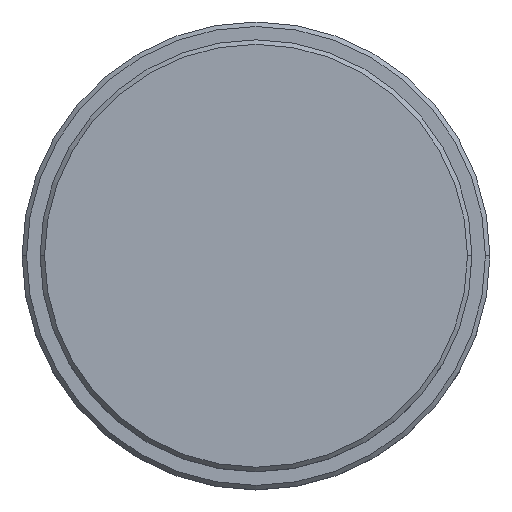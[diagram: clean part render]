
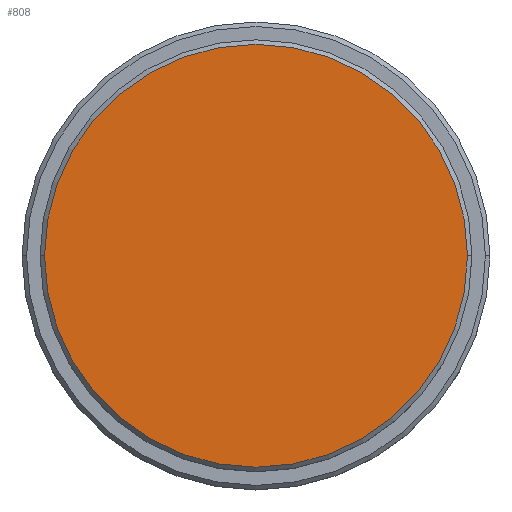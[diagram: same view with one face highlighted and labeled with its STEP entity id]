
A CAD part, top view. The second image highlights one B-rep face of the part: STEP entity #808.
In plain terms, the highlighted planar face has unit normal (0, 0, 1).
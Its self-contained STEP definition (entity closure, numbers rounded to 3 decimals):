
#20 = VERTEX_POINT ( 'NONE', #957 ) ;
#67 = VERTEX_POINT ( 'NONE', #1027 ) ;
#135 = DIRECTION ( 'NONE',  ( 0., 0., 1. ) ) ;
#169 = DIRECTION ( 'NONE',  ( 1., 0., 0. ) ) ;
#350 = CARTESIAN_POINT ( 'NONE',  ( 0., 0., 0. ) ) ;
#551 = DIRECTION ( 'NONE',  ( 1., 0., 0. ) ) ;
#597 = CARTESIAN_POINT ( 'NONE',  ( 0., 0., 0. ) ) ;
#658 = AXIS2_PLACEMENT_3D ( 'NONE', #671, #135, #1349 ) ;
#671 = CARTESIAN_POINT ( 'NONE',  ( 0., 0., 0. ) ) ;
#722 = FACE_OUTER_BOUND ( 'NONE', #1122, .T. ) ;
#808 = ADVANCED_FACE ( 'NONE', ( #722 ), #1046, .T. ) ;
#812 = ORIENTED_EDGE ( 'NONE', *, *, #1066, .T. ) ;
#957 = CARTESIAN_POINT ( 'NONE',  ( 23.5, 0., 0. ) ) ;
#964 = DIRECTION ( 'NONE',  ( 0., 0., 1. ) ) ;
#1027 = CARTESIAN_POINT ( 'NONE',  ( -23.5, 0., 0. ) ) ;
#1046 = PLANE ( 'NONE',  #1251 ) ;
#1047 = ORIENTED_EDGE ( 'NONE', *, *, #1283, .T. ) ;
#1066 = EDGE_CURVE ( 'NONE', #20, #67, #1270, .T. ) ;
#1122 = EDGE_LOOP ( 'NONE', ( #1047, #812 ) ) ;
#1251 = AXIS2_PLACEMENT_3D ( 'NONE', #597, #1362, #169 ) ;
#1270 = CIRCLE ( 'NONE', #658, 23.5 ) ;
#1271 = CIRCLE ( 'NONE', #1297, 23.5 ) ;
#1283 = EDGE_CURVE ( 'NONE', #67, #20, #1271, .T. ) ;
#1297 = AXIS2_PLACEMENT_3D ( 'NONE', #350, #964, #551 ) ;
#1349 = DIRECTION ( 'NONE',  ( 1., 0., 0. ) ) ;
#1362 = DIRECTION ( 'NONE',  ( 0., 0., 1. ) ) ;
